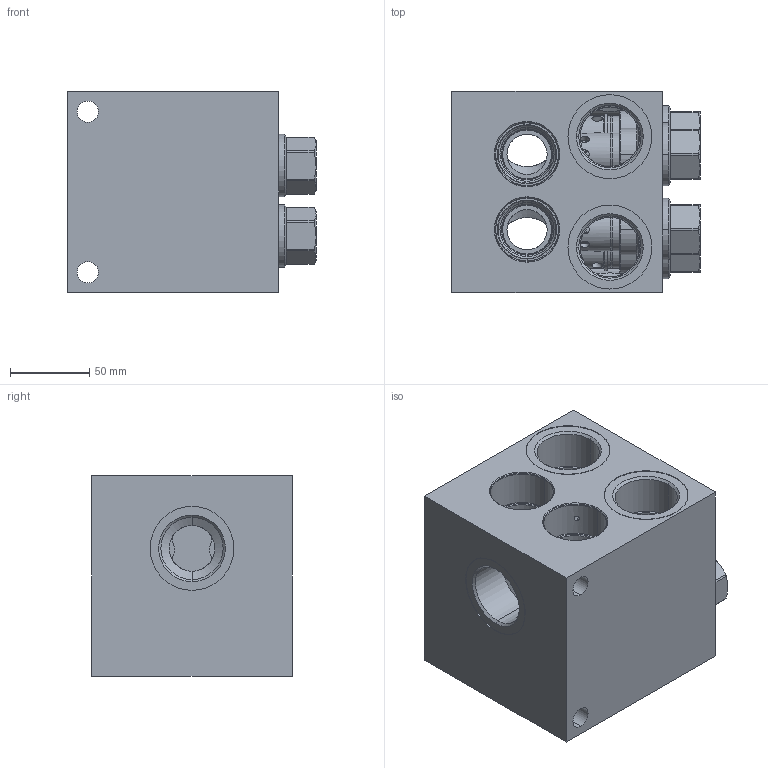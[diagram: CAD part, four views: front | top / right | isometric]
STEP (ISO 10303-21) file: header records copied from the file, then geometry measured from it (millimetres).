
FILE_DESCRIPTION((''),'2;1');
FILE_NAME('HPY_ASM','2022-03-29T',('ProEService'),(''),'PRO/ENGINEER BY PARAMETRIC TECHNOLOGY CORPORATION, 2014200','PRO/ENGINEER BY PARAMETRIC TECHNOLOGY CORPORATION, 2014200','');
FILE_SCHEMA(('CONFIG_CONTROL_DESIGN'));
Length unit declared in the file: inch
Products named in the file (4): 151-180-006; CXGDXAN; CXHAXAN; HPY_ASM
Assembly tree (5 placements, depth 2):
  HPY_ASM
    151-180-006
    CXGDXAN  x2
    CXHAXAN  x2
Bounding box: 157.18 x 127 x 127 mm (x, y, z)
Volume: 1676723.4 mm3; surface area: 244948.7 mm2
Topology: 13 solids, 15 shells, 892 faces, 2466 edges, 1784 vertices
Faces by surface type: cylinder 400, cone 194, plane 178, torus 84, revolution 32, sphere 4
Entity records: 22561 total; most frequent: CARTESIAN_POINT 7632, DIRECTION 3200, ORIENTED_EDGE 2616, EDGE_CURVE 1308, AXIS2_PLACEMENT_3D 1179, VECTOR 826, LINE 826, VERTEX_POINT 790
